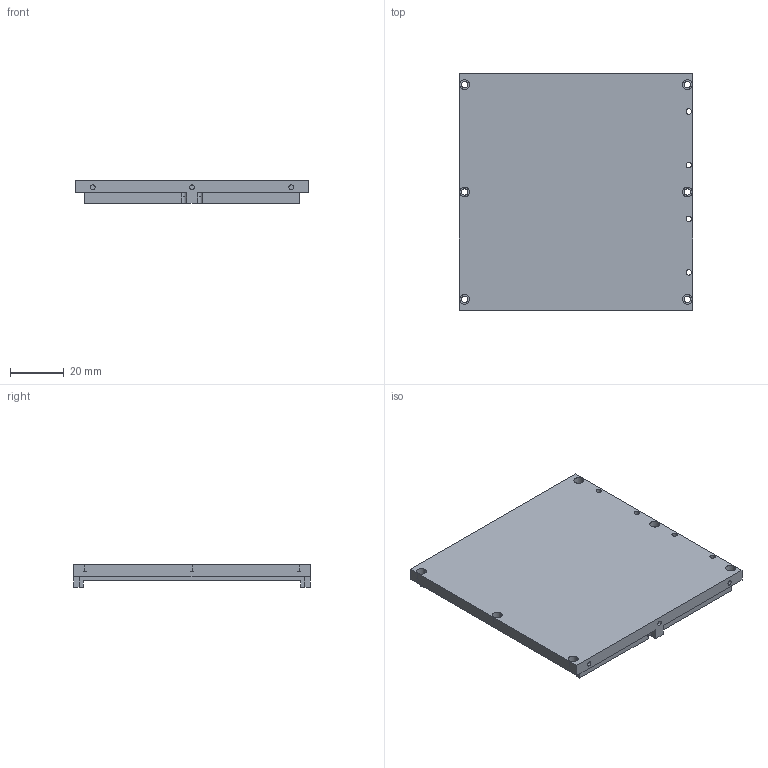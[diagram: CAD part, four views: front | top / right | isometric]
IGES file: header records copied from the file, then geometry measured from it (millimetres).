
Start section:  PTC IGES file: quad_endplate_2_detector_front. igs
Global section: file name: 59Hquad_endplate_2_detector_front.igs; native system: Pro/ENGINEER by Parametric Technology Corporation; preprocessor: 2004090; author: ghiorso; organization: Unknown; date: 060215.224014; units: millimetre
Bounding box: 87 x 88 x 8.5 mm (x, y, z)
Surface area: 18717.2 mm2 (no closed solid volume)
Topology: 0 solids, 0 shells, 86 faces, 432 edges, 432 vertices
Faces by surface type: revolution 48, bspline 38
